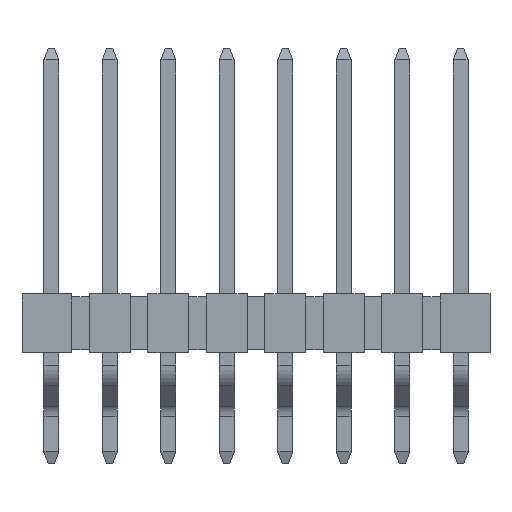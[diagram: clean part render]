
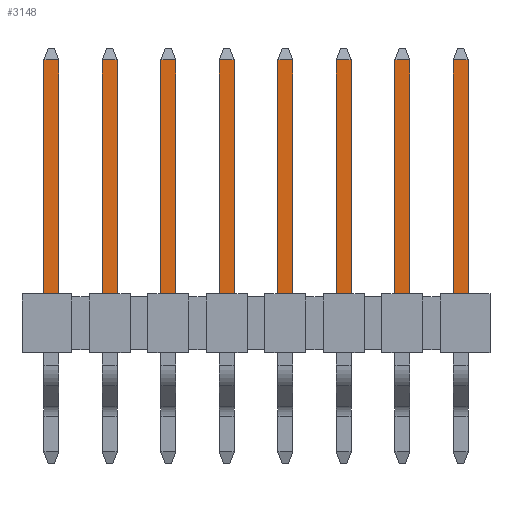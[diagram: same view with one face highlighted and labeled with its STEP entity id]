
A CAD part, top view. The second image highlights one B-rep face of the part: STEP entity #3148.
In plain terms, the highlighted face is planar.
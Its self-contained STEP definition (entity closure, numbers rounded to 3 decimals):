
#3148 = ADVANCED_FACE('',(#3149),#3407,.F.);
#3149 = FACE_BOUND('',#3150,.T.);
#3150 = EDGE_LOOP('',(#3151,#3161,#3169,#3177,#3185,#3193,#3201,#3209,
    #3217,#3225,#3233,#3241,#3249,#3257,#3265,#3273,#3281,#3289,#3297,
    #3305,#3313,#3321,#3329,#3337,#3345,#3353,#3361,#3369,#3377,#3385,
    #3393,#3401));
#3151 = ORIENTED_EDGE('',*,*,#3152,.F.);
#3152 = EDGE_CURVE('',#3153,#3155,#3157,.T.);
#3153 = VERTEX_POINT('',#3154);
#3154 = CARTESIAN_POINT('',(-9.208,6.096,-2.096));
#3155 = VERTEX_POINT('',#3156);
#3156 = CARTESIAN_POINT('',(9.208,6.096,-2.096));
#3157 = LINE('',#3158,#3159);
#3158 = CARTESIAN_POINT('',(9.208,6.096,-2.096));
#3159 = VECTOR('',#3160,1.);
#3160 = DIRECTION('',(1.,0.,0.));
#3161 = ORIENTED_EDGE('',*,*,#3162,.T.);
#3162 = EDGE_CURVE('',#3153,#3163,#3165,.T.);
#3163 = VERTEX_POINT('',#3164);
#3164 = CARTESIAN_POINT('',(-9.208,17.526,-2.096));
#3165 = LINE('',#3166,#3167);
#3166 = CARTESIAN_POINT('',(-9.208,4.282,-2.096));
#3167 = VECTOR('',#3168,1.);
#3168 = DIRECTION('',(0.,1.,0.));
#3169 = ORIENTED_EDGE('',*,*,#3170,.F.);
#3170 = EDGE_CURVE('',#3171,#3163,#3173,.T.);
#3171 = VERTEX_POINT('',#3172);
#3172 = CARTESIAN_POINT('',(-8.573,17.526,-2.096));
#3173 = LINE('',#3174,#3175);
#3174 = CARTESIAN_POINT('',(9.208,17.526,-2.096));
#3175 = VECTOR('',#3176,1.);
#3176 = DIRECTION('',(-1.,0.,0.));
#3177 = ORIENTED_EDGE('',*,*,#3178,.T.);
#3178 = EDGE_CURVE('',#3171,#3179,#3181,.T.);
#3179 = VERTEX_POINT('',#3180);
#3180 = CARTESIAN_POINT('',(-8.573,6.223,-2.096));
#3181 = LINE('',#3182,#3183);
#3182 = CARTESIAN_POINT('',(-8.573,4.282,-2.096));
#3183 = VECTOR('',#3184,1.);
#3184 = DIRECTION('',(0.,-1.,0.));
#3185 = ORIENTED_EDGE('',*,*,#3186,.T.);
#3186 = EDGE_CURVE('',#3179,#3187,#3189,.T.);
#3187 = VERTEX_POINT('',#3188);
#3188 = CARTESIAN_POINT('',(-6.668,6.223,-2.096));
#3189 = LINE('',#3190,#3191);
#3190 = CARTESIAN_POINT('',(9.208,6.223,-2.096));
#3191 = VECTOR('',#3192,1.);
#3192 = DIRECTION('',(1.,0.,0.));
#3193 = ORIENTED_EDGE('',*,*,#3194,.T.);
#3194 = EDGE_CURVE('',#3187,#3195,#3197,.T.);
#3195 = VERTEX_POINT('',#3196);
#3196 = CARTESIAN_POINT('',(-6.668,17.526,-2.096));
#3197 = LINE('',#3198,#3199);
#3198 = CARTESIAN_POINT('',(-6.668,4.282,-2.096));
#3199 = VECTOR('',#3200,1.);
#3200 = DIRECTION('',(0.,1.,0.));
#3201 = ORIENTED_EDGE('',*,*,#3202,.F.);
#3202 = EDGE_CURVE('',#3203,#3195,#3205,.T.);
#3203 = VERTEX_POINT('',#3204);
#3204 = CARTESIAN_POINT('',(-6.033,17.526,-2.096));
#3205 = LINE('',#3206,#3207);
#3206 = CARTESIAN_POINT('',(9.208,17.526,-2.096));
#3207 = VECTOR('',#3208,1.);
#3208 = DIRECTION('',(-1.,0.,0.));
#3209 = ORIENTED_EDGE('',*,*,#3210,.T.);
#3210 = EDGE_CURVE('',#3203,#3211,#3213,.T.);
#3211 = VERTEX_POINT('',#3212);
#3212 = CARTESIAN_POINT('',(-6.033,6.223,-2.096));
#3213 = LINE('',#3214,#3215);
#3214 = CARTESIAN_POINT('',(-6.033,4.282,-2.096));
#3215 = VECTOR('',#3216,1.);
#3216 = DIRECTION('',(0.,-1.,0.));
#3217 = ORIENTED_EDGE('',*,*,#3218,.T.);
#3218 = EDGE_CURVE('',#3211,#3219,#3221,.T.);
#3219 = VERTEX_POINT('',#3220);
#3220 = CARTESIAN_POINT('',(-4.128,6.223,-2.096));
#3221 = LINE('',#3222,#3223);
#3222 = CARTESIAN_POINT('',(9.208,6.223,-2.096));
#3223 = VECTOR('',#3224,1.);
#3224 = DIRECTION('',(1.,0.,0.));
#3225 = ORIENTED_EDGE('',*,*,#3226,.T.);
#3226 = EDGE_CURVE('',#3219,#3227,#3229,.T.);
#3227 = VERTEX_POINT('',#3228);
#3228 = CARTESIAN_POINT('',(-4.128,17.526,-2.096));
#3229 = LINE('',#3230,#3231);
#3230 = CARTESIAN_POINT('',(-4.128,4.282,-2.096));
#3231 = VECTOR('',#3232,1.);
#3232 = DIRECTION('',(0.,1.,0.));
#3233 = ORIENTED_EDGE('',*,*,#3234,.F.);
#3234 = EDGE_CURVE('',#3235,#3227,#3237,.T.);
#3235 = VERTEX_POINT('',#3236);
#3236 = CARTESIAN_POINT('',(-3.493,17.526,-2.096));
#3237 = LINE('',#3238,#3239);
#3238 = CARTESIAN_POINT('',(9.208,17.526,-2.096));
#3239 = VECTOR('',#3240,1.);
#3240 = DIRECTION('',(-1.,0.,0.));
#3241 = ORIENTED_EDGE('',*,*,#3242,.T.);
#3242 = EDGE_CURVE('',#3235,#3243,#3245,.T.);
#3243 = VERTEX_POINT('',#3244);
#3244 = CARTESIAN_POINT('',(-3.493,6.223,-2.096));
#3245 = LINE('',#3246,#3247);
#3246 = CARTESIAN_POINT('',(-3.493,4.282,-2.096));
#3247 = VECTOR('',#3248,1.);
#3248 = DIRECTION('',(0.,-1.,0.));
#3249 = ORIENTED_EDGE('',*,*,#3250,.T.);
#3250 = EDGE_CURVE('',#3243,#3251,#3253,.T.);
#3251 = VERTEX_POINT('',#3252);
#3252 = CARTESIAN_POINT('',(-1.588,6.223,-2.096));
#3253 = LINE('',#3254,#3255);
#3254 = CARTESIAN_POINT('',(9.208,6.223,-2.096));
#3255 = VECTOR('',#3256,1.);
#3256 = DIRECTION('',(1.,0.,0.));
#3257 = ORIENTED_EDGE('',*,*,#3258,.T.);
#3258 = EDGE_CURVE('',#3251,#3259,#3261,.T.);
#3259 = VERTEX_POINT('',#3260);
#3260 = CARTESIAN_POINT('',(-1.588,17.526,-2.096));
#3261 = LINE('',#3262,#3263);
#3262 = CARTESIAN_POINT('',(-1.588,4.282,-2.096));
#3263 = VECTOR('',#3264,1.);
#3264 = DIRECTION('',(0.,1.,0.));
#3265 = ORIENTED_EDGE('',*,*,#3266,.F.);
#3266 = EDGE_CURVE('',#3267,#3259,#3269,.T.);
#3267 = VERTEX_POINT('',#3268);
#3268 = CARTESIAN_POINT('',(-0.953,17.526,-2.096));
#3269 = LINE('',#3270,#3271);
#3270 = CARTESIAN_POINT('',(9.208,17.526,-2.096));
#3271 = VECTOR('',#3272,1.);
#3272 = DIRECTION('',(-1.,0.,0.));
#3273 = ORIENTED_EDGE('',*,*,#3274,.T.);
#3274 = EDGE_CURVE('',#3267,#3275,#3277,.T.);
#3275 = VERTEX_POINT('',#3276);
#3276 = CARTESIAN_POINT('',(-0.953,6.223,-2.096));
#3277 = LINE('',#3278,#3279);
#3278 = CARTESIAN_POINT('',(-0.953,4.282,-2.096));
#3279 = VECTOR('',#3280,1.);
#3280 = DIRECTION('',(0.,-1.,0.));
#3281 = ORIENTED_EDGE('',*,*,#3282,.T.);
#3282 = EDGE_CURVE('',#3275,#3283,#3285,.T.);
#3283 = VERTEX_POINT('',#3284);
#3284 = CARTESIAN_POINT('',(0.953,6.223,-2.096));
#3285 = LINE('',#3286,#3287);
#3286 = CARTESIAN_POINT('',(9.208,6.223,-2.096));
#3287 = VECTOR('',#3288,1.);
#3288 = DIRECTION('',(1.,0.,0.));
#3289 = ORIENTED_EDGE('',*,*,#3290,.T.);
#3290 = EDGE_CURVE('',#3283,#3291,#3293,.T.);
#3291 = VERTEX_POINT('',#3292);
#3292 = CARTESIAN_POINT('',(0.953,17.526,-2.096));
#3293 = LINE('',#3294,#3295);
#3294 = CARTESIAN_POINT('',(0.953,4.282,-2.096));
#3295 = VECTOR('',#3296,1.);
#3296 = DIRECTION('',(0.,1.,0.));
#3297 = ORIENTED_EDGE('',*,*,#3298,.F.);
#3298 = EDGE_CURVE('',#3299,#3291,#3301,.T.);
#3299 = VERTEX_POINT('',#3300);
#3300 = CARTESIAN_POINT('',(1.588,17.526,-2.096));
#3301 = LINE('',#3302,#3303);
#3302 = CARTESIAN_POINT('',(9.208,17.526,-2.096));
#3303 = VECTOR('',#3304,1.);
#3304 = DIRECTION('',(-1.,0.,0.));
#3305 = ORIENTED_EDGE('',*,*,#3306,.T.);
#3306 = EDGE_CURVE('',#3299,#3307,#3309,.T.);
#3307 = VERTEX_POINT('',#3308);
#3308 = CARTESIAN_POINT('',(1.588,6.223,-2.096));
#3309 = LINE('',#3310,#3311);
#3310 = CARTESIAN_POINT('',(1.588,4.282,-2.096));
#3311 = VECTOR('',#3312,1.);
#3312 = DIRECTION('',(0.,-1.,0.));
#3313 = ORIENTED_EDGE('',*,*,#3314,.T.);
#3314 = EDGE_CURVE('',#3307,#3315,#3317,.T.);
#3315 = VERTEX_POINT('',#3316);
#3316 = CARTESIAN_POINT('',(3.493,6.223,-2.096));
#3317 = LINE('',#3318,#3319);
#3318 = CARTESIAN_POINT('',(9.208,6.223,-2.096));
#3319 = VECTOR('',#3320,1.);
#3320 = DIRECTION('',(1.,0.,0.));
#3321 = ORIENTED_EDGE('',*,*,#3322,.T.);
#3322 = EDGE_CURVE('',#3315,#3323,#3325,.T.);
#3323 = VERTEX_POINT('',#3324);
#3324 = CARTESIAN_POINT('',(3.493,17.526,-2.096));
#3325 = LINE('',#3326,#3327);
#3326 = CARTESIAN_POINT('',(3.493,4.282,-2.096));
#3327 = VECTOR('',#3328,1.);
#3328 = DIRECTION('',(0.,1.,0.));
#3329 = ORIENTED_EDGE('',*,*,#3330,.F.);
#3330 = EDGE_CURVE('',#3331,#3323,#3333,.T.);
#3331 = VERTEX_POINT('',#3332);
#3332 = CARTESIAN_POINT('',(4.128,17.526,-2.096));
#3333 = LINE('',#3334,#3335);
#3334 = CARTESIAN_POINT('',(9.208,17.526,-2.096));
#3335 = VECTOR('',#3336,1.);
#3336 = DIRECTION('',(-1.,0.,0.));
#3337 = ORIENTED_EDGE('',*,*,#3338,.T.);
#3338 = EDGE_CURVE('',#3331,#3339,#3341,.T.);
#3339 = VERTEX_POINT('',#3340);
#3340 = CARTESIAN_POINT('',(4.128,6.223,-2.096));
#3341 = LINE('',#3342,#3343);
#3342 = CARTESIAN_POINT('',(4.128,4.282,-2.096));
#3343 = VECTOR('',#3344,1.);
#3344 = DIRECTION('',(0.,-1.,0.));
#3345 = ORIENTED_EDGE('',*,*,#3346,.T.);
#3346 = EDGE_CURVE('',#3339,#3347,#3349,.T.);
#3347 = VERTEX_POINT('',#3348);
#3348 = CARTESIAN_POINT('',(6.033,6.223,-2.096));
#3349 = LINE('',#3350,#3351);
#3350 = CARTESIAN_POINT('',(9.208,6.223,-2.096));
#3351 = VECTOR('',#3352,1.);
#3352 = DIRECTION('',(1.,0.,0.));
#3353 = ORIENTED_EDGE('',*,*,#3354,.T.);
#3354 = EDGE_CURVE('',#3347,#3355,#3357,.T.);
#3355 = VERTEX_POINT('',#3356);
#3356 = CARTESIAN_POINT('',(6.033,17.526,-2.096));
#3357 = LINE('',#3358,#3359);
#3358 = CARTESIAN_POINT('',(6.033,4.282,-2.096));
#3359 = VECTOR('',#3360,1.);
#3360 = DIRECTION('',(0.,1.,0.));
#3361 = ORIENTED_EDGE('',*,*,#3362,.F.);
#3362 = EDGE_CURVE('',#3363,#3355,#3365,.T.);
#3363 = VERTEX_POINT('',#3364);
#3364 = CARTESIAN_POINT('',(6.668,17.526,-2.096));
#3365 = LINE('',#3366,#3367);
#3366 = CARTESIAN_POINT('',(9.208,17.526,-2.096));
#3367 = VECTOR('',#3368,1.);
#3368 = DIRECTION('',(-1.,0.,0.));
#3369 = ORIENTED_EDGE('',*,*,#3370,.T.);
#3370 = EDGE_CURVE('',#3363,#3371,#3373,.T.);
#3371 = VERTEX_POINT('',#3372);
#3372 = CARTESIAN_POINT('',(6.668,6.223,-2.096));
#3373 = LINE('',#3374,#3375);
#3374 = CARTESIAN_POINT('',(6.668,4.282,-2.096));
#3375 = VECTOR('',#3376,1.);
#3376 = DIRECTION('',(0.,-1.,0.));
#3377 = ORIENTED_EDGE('',*,*,#3378,.T.);
#3378 = EDGE_CURVE('',#3371,#3379,#3381,.T.);
#3379 = VERTEX_POINT('',#3380);
#3380 = CARTESIAN_POINT('',(8.573,6.223,-2.096));
#3381 = LINE('',#3382,#3383);
#3382 = CARTESIAN_POINT('',(9.208,6.223,-2.096));
#3383 = VECTOR('',#3384,1.);
#3384 = DIRECTION('',(1.,0.,0.));
#3385 = ORIENTED_EDGE('',*,*,#3386,.T.);
#3386 = EDGE_CURVE('',#3379,#3387,#3389,.T.);
#3387 = VERTEX_POINT('',#3388);
#3388 = CARTESIAN_POINT('',(8.573,17.526,-2.096));
#3389 = LINE('',#3390,#3391);
#3390 = CARTESIAN_POINT('',(8.573,4.282,-2.096));
#3391 = VECTOR('',#3392,1.);
#3392 = DIRECTION('',(0.,1.,0.));
#3393 = ORIENTED_EDGE('',*,*,#3394,.F.);
#3394 = EDGE_CURVE('',#3395,#3387,#3397,.T.);
#3395 = VERTEX_POINT('',#3396);
#3396 = CARTESIAN_POINT('',(9.208,17.526,-2.096));
#3397 = LINE('',#3398,#3399);
#3398 = CARTESIAN_POINT('',(9.208,17.526,-2.096));
#3399 = VECTOR('',#3400,1.);
#3400 = DIRECTION('',(-1.,0.,0.));
#3401 = ORIENTED_EDGE('',*,*,#3402,.F.);
#3402 = EDGE_CURVE('',#3155,#3395,#3403,.T.);
#3403 = LINE('',#3404,#3405);
#3404 = CARTESIAN_POINT('',(9.208,4.282,-2.096));
#3405 = VECTOR('',#3406,1.);
#3406 = DIRECTION('',(0.,1.,0.));
#3407 = PLANE('',#3408);
#3408 = AXIS2_PLACEMENT_3D('',#3409,#3410,#3411);
#3409 = CARTESIAN_POINT('',(9.208,4.282,-2.096));
#3410 = DIRECTION('',(0.,0.,1.));
#3411 = DIRECTION('',(1.,0.,-0.));
